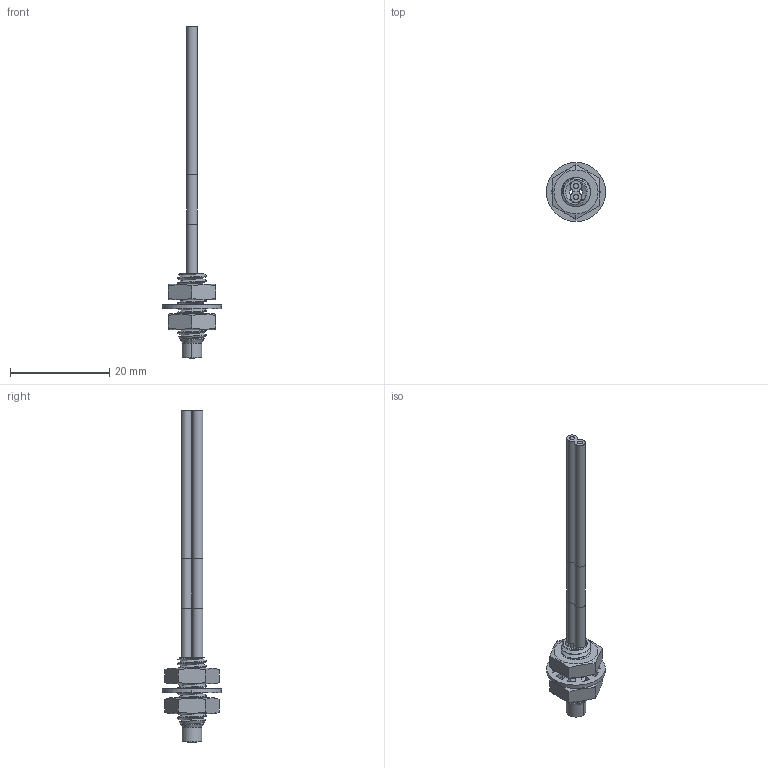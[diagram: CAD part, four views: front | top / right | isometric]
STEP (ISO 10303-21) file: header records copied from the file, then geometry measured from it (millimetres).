
FILE_DESCRIPTION((''),'2;1');
FILE_NAME('191553_ASM','2016-02-16T',('pdmadmin'),(''),'PRO/ENGINEER BY PARAMETRIC TECHNOLOGY CORPORATION, 2013230','PRO/ENGINEER BY PARAMETRIC TECHNOLOGY CORPORATION, 2013230','');
FILE_SCHEMA(('CONFIG_CONTROL_DESIGN'));
Length unit declared in the file: inch
Products named in the file (9): 28539; 08395; 10147; FIBER_CORE_1MM; 10147_BARE_CORE67; 10147_ASM; 28540; 28059_ASM; 191553_ASM
Assembly tree (11 placements, depth 4):
  191553_ASM
    28059_ASM
      28539
      08395
      10147_ASM
        10147
        FIBER_CORE_1MM  x2
        10147_BARE_CORE67  x2
      28540  x2
Bounding box: 11.92 x 11.92 x 67.02 mm (x, y, z)
Volume: 974.1 mm3; surface area: 2871.1 mm2
Topology: 9 solids, 11 shells, 197 faces, 496 edges, 317 vertices
Faces by surface type: cylinder 114, plane 50, cone 13, bspline 12, torus 8
Entity records: 8947 total; most frequent: CARTESIAN_POINT 4659, DIRECTION 885, ORIENTED_EDGE 856, EDGE_CURVE 430, AXIS2_PLACEMENT_3D 352, VERTEX_POINT 277, VECTOR 181, LINE 181
